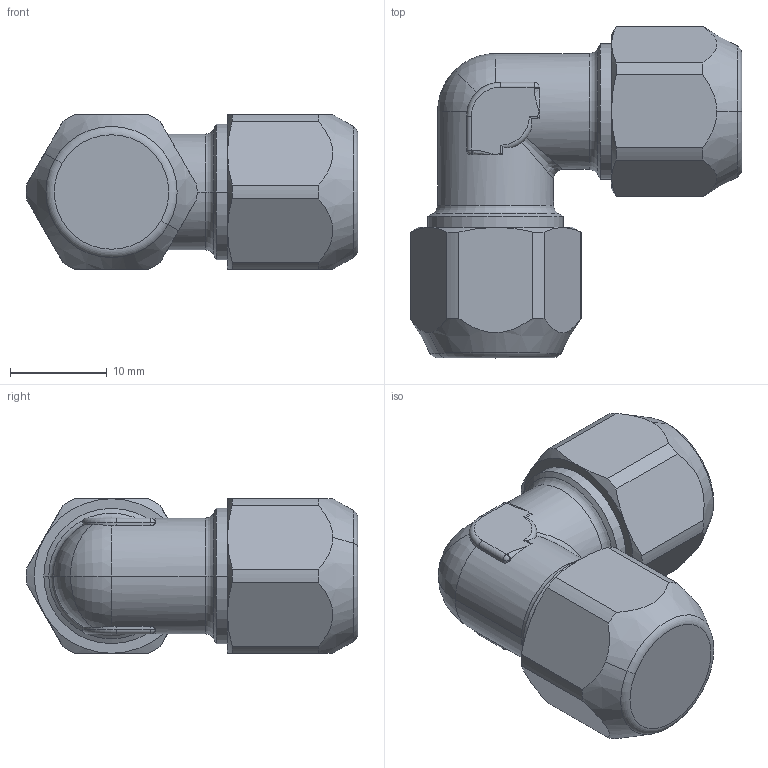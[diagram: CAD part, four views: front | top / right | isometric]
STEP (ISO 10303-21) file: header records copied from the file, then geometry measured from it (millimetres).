
FILE_DESCRIPTION (( 'STEP AP214' ), '1' );
FILE_NAME ('6113000006A.step', '2012-10-16T17:30:37', ( '' ), ( '' ), 'SwSTEP 2.0', 'SolidWorks 2012', '' );
FILE_SCHEMA (( 'AUTOMOTIVE_DESIGN' ));
Length unit declared in the file: millimetre
Products named in the file (1): 6113000006A
Bounding box: 34.35 x 34.35 x 16 mm (x, y, z)
Volume: 8422.3 mm3; surface area: 2771.3 mm2
Topology: 1 solids, 1 shells, 115 faces, 290 edges, 167 vertices
Faces by surface type: cylinder 40, plane 26, cone 20, torus 16, bspline 9, sphere 4
Entity records: 3896 total; most frequent: CARTESIAN_POINT 1305, ORIENTED_EDGE 556, DIRECTION 522, EDGE_CURVE 278, AXIS2_PLACEMENT_3D 221, VERTEX_POINT 167, EDGE_LOOP 117, FACE_OUTER_BOUND 115
